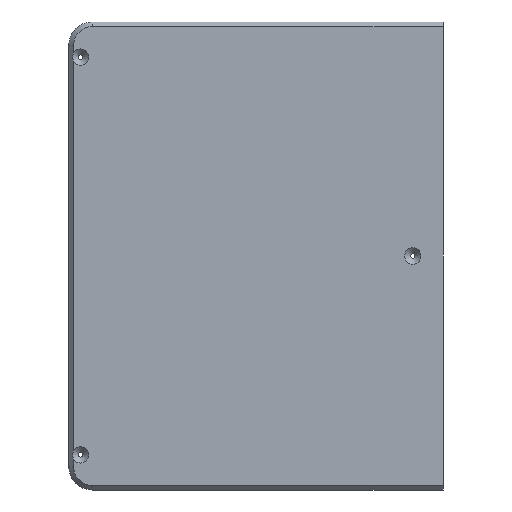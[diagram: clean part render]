
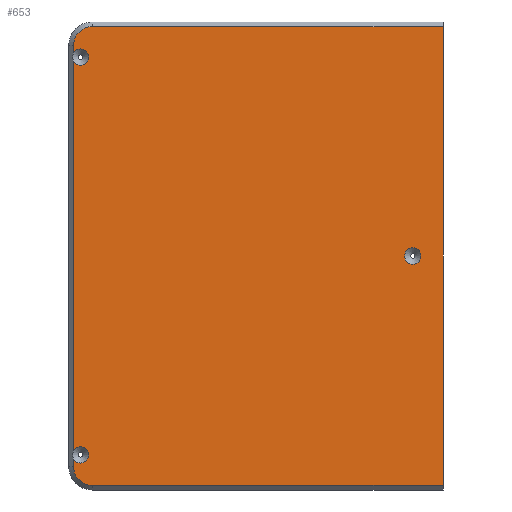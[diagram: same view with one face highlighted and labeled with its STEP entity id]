
A CAD part, front view. The second image highlights one B-rep face of the part: STEP entity #653.
In plain terms, the highlighted planar face has unit normal (0, -1, 0).
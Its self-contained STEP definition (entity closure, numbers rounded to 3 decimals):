
#48=FACE_BOUND('',#166,.T.);
#74=CIRCLE('',#722,8.);
#75=CIRCLE('',#725,8.);
#78=CIRCLE('',#736,3.5);
#79=CIRCLE('',#737,3.5);
#80=CIRCLE('',#738,3.5);
#116=FACE_OUTER_BOUND('',#165,.T.);
#165=EDGE_LOOP('',(#568,#569,#570,#571,#572,#573,#574,#575,#576,#577));
#166=EDGE_LOOP('',(#578));
#177=LINE('',#958,#229);
#183=LINE('',#969,#235);
#209=LINE('',#1089,#261);
#210=LINE('',#1099,#262);
#212=LINE('',#1101,#264);
#213=LINE('',#1105,#265);
#229=VECTOR('',#754,10.);
#235=VECTOR('',#762,10.);
#261=VECTOR('',#888,10.);
#262=VECTOR('',#889,10.);
#264=VECTOR('',#891,10.);
#265=VECTOR('',#898,10.);
#281=VERTEX_POINT('',#955);
#282=VERTEX_POINT('',#957);
#286=VERTEX_POINT('',#967);
#319=VERTEX_POINT('',#1073);
#320=VERTEX_POINT('',#1075);
#321=VERTEX_POINT('',#1079);
#323=VERTEX_POINT('',#1084);
#324=VERTEX_POINT('',#1088);
#326=VERTEX_POINT('',#1094);
#327=VERTEX_POINT('',#1098);
#330=VERTEX_POINT('',#1124);
#338=EDGE_CURVE('',#282,#281,#177,.T.);
#344=EDGE_CURVE('',#286,#281,#183,.T.);
#394=EDGE_CURVE('',#319,#320,#74,.T.);
#398=EDGE_CURVE('',#323,#324,#209,.T.);
#401=EDGE_CURVE('',#326,#327,#210,.T.);
#403=EDGE_CURVE('',#320,#321,#212,.T.);
#404=EDGE_CURVE('',#327,#286,#75,.T.);
#405=EDGE_CURVE('',#282,#319,#213,.T.);
#413=EDGE_CURVE('',#326,#324,#78,.T.);
#414=EDGE_CURVE('',#323,#321,#79,.T.);
#415=EDGE_CURVE('',#330,#330,#80,.T.);
#568=ORIENTED_EDGE('',*,*,#338,.T.);
#569=ORIENTED_EDGE('',*,*,#344,.F.);
#570=ORIENTED_EDGE('',*,*,#404,.F.);
#571=ORIENTED_EDGE('',*,*,#401,.F.);
#572=ORIENTED_EDGE('',*,*,#413,.T.);
#573=ORIENTED_EDGE('',*,*,#398,.F.);
#574=ORIENTED_EDGE('',*,*,#414,.T.);
#575=ORIENTED_EDGE('',*,*,#403,.F.);
#576=ORIENTED_EDGE('',*,*,#394,.F.);
#577=ORIENTED_EDGE('',*,*,#405,.F.);
#578=ORIENTED_EDGE('',*,*,#415,.T.);
#618=PLANE('',#735);
#653=ADVANCED_FACE('',(#116,#48),#618,.T.);
#722=AXIS2_PLACEMENT_3D('',#1076,#883,#884);
#725=AXIS2_PLACEMENT_3D('',#1103,#894,#895);
#735=AXIS2_PLACEMENT_3D('',#1121,#920,#921);
#736=AXIS2_PLACEMENT_3D('',#1122,#922,#923);
#737=AXIS2_PLACEMENT_3D('',#1123,#924,#925);
#738=AXIS2_PLACEMENT_3D('',#1125,#926,#927);
#754=DIRECTION('',(0.,0.,1.));
#762=DIRECTION('',(1.,0.,0.));
#883=DIRECTION('center_axis',(0.,1.,0.));
#884=DIRECTION('ref_axis',(-1.,0.,0.));
#888=DIRECTION('',(0.,0.,1.));
#889=DIRECTION('',(0.,0.,1.));
#891=DIRECTION('',(0.,0.,1.));
#894=DIRECTION('center_axis',(0.,1.,0.));
#895=DIRECTION('ref_axis',(0.,0.,1.));
#898=DIRECTION('',(-1.,0.,0.));
#920=DIRECTION('center_axis',(0.,-1.,0.));
#921=DIRECTION('ref_axis',(1.,0.,0.));
#922=DIRECTION('center_axis',(0.,1.,0.));
#923=DIRECTION('ref_axis',(1.,0.,0.));
#924=DIRECTION('center_axis',(0.,1.,0.));
#925=DIRECTION('ref_axis',(1.,0.,0.));
#926=DIRECTION('center_axis',(0.,1.,0.));
#927=DIRECTION('ref_axis',(1.,0.,0.));
#955=CARTESIAN_POINT('',(145.,-35.,188.));
#957=CARTESIAN_POINT('',(145.,-35.,-8.));
#958=CARTESIAN_POINT('',(145.,-35.,90.));
#967=CARTESIAN_POINT('',(-5.,-35.,188.));
#969=CARTESIAN_POINT('',(328.,-35.,188.));
#1073=CARTESIAN_POINT('',(-5.,-35.,-8.));
#1075=CARTESIAN_POINT('',(-13.,-35.,0.));
#1076=CARTESIAN_POINT('Origin',(-5.,-35.,0.));
#1079=CARTESIAN_POINT('',(-13.,-35.,3.197));
#1084=CARTESIAN_POINT('',(-13.,-35.,6.803));
#1088=CARTESIAN_POINT('',(-13.,-35.,173.197));
#1089=CARTESIAN_POINT('',(-13.,-35.,135.));
#1094=CARTESIAN_POINT('',(-13.,-35.,176.803));
#1098=CARTESIAN_POINT('',(-13.,-35.,180.));
#1099=CARTESIAN_POINT('',(-13.,-35.,135.));
#1101=CARTESIAN_POINT('',(-13.,-35.,135.));
#1103=CARTESIAN_POINT('Origin',(-5.,-35.,180.));
#1105=CARTESIAN_POINT('',(106.,-35.,-8.));
#1121=CARTESIAN_POINT('Origin',(217.,-35.,90.));
#1122=CARTESIAN_POINT('Origin',(-10.,-35.,175.));
#1123=CARTESIAN_POINT('Origin',(-10.,-35.,5.));
#1124=CARTESIAN_POINT('',(128.5,-35.,90.));
#1125=CARTESIAN_POINT('Origin',(132.,-35.,90.));
